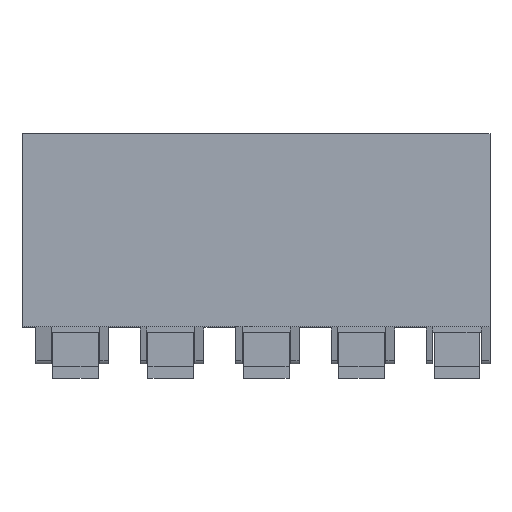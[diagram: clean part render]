
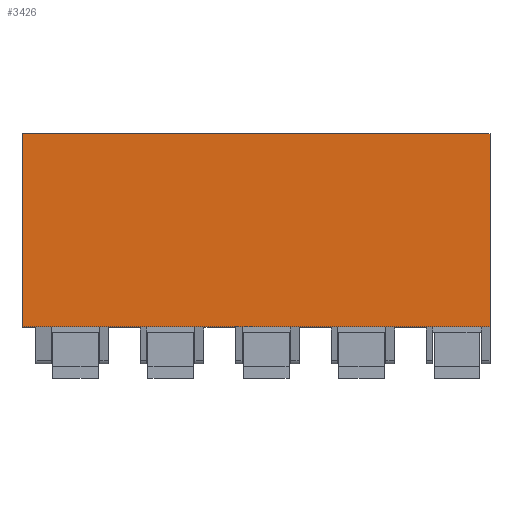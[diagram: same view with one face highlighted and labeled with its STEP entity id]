
A CAD part, top view. The second image highlights one B-rep face of the part: STEP entity #3426.
In plain terms, the highlighted planar face has unit normal (0, 0, 1).
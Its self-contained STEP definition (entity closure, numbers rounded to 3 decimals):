
#3413=AXIS2_PLACEMENT_3D('Plane Axis2P3D',#3410,#3411,#3412) ;
#100=CARTESIAN_POINT('Vertex',(0.,19.243,18.3)) ;
#103=CARTESIAN_POINT('Line Origine',(18.4,19.243,18.3)) ;
#107=CARTESIAN_POINT('Vertex',(36.8,19.243,18.3)) ;
#399=CARTESIAN_POINT('Vertex',(0.,4.043,18.3)) ;
#402=CARTESIAN_POINT('Line Origine',(0.,11.643,18.3)) ;
#2135=CARTESIAN_POINT('Vertex',(36.8,4.043,18.3)) ;
#2138=CARTESIAN_POINT('Line Origine',(18.4,4.043,18.3)) ;
#3410=CARTESIAN_POINT('Axis2P3D Location',(31.8,8.513,18.3)) ;
#3415=CARTESIAN_POINT('Line Origine',(36.8,11.643,18.3)) ;
#104=DIRECTION('Vector Direction',(-1.,0.,0.)) ;
#403=DIRECTION('Vector Direction',(0.,-1.,0.)) ;
#2139=DIRECTION('Vector Direction',(-1.,0.,0.)) ;
#3411=DIRECTION('Axis2P3D Direction',(0.,0.,-1.)) ;
#3412=DIRECTION('Axis2P3D XDirection',(1.,0.,0.)) ;
#3416=DIRECTION('Vector Direction',(0.,-1.,0.)) ;
#105=VECTOR('Line Direction',#104,1.) ;
#404=VECTOR('Line Direction',#403,1.) ;
#2140=VECTOR('Line Direction',#2139,1.) ;
#3417=VECTOR('Line Direction',#3416,1.) ;
#3421=ORIENTED_EDGE('',*,*,#3419,.F.) ;
#3422=ORIENTED_EDGE('',*,*,#109,.T.) ;
#3423=ORIENTED_EDGE('',*,*,#406,.T.) ;
#3424=ORIENTED_EDGE('',*,*,#2142,.F.) ;
#3426=ADVANCED_FACE('Housing LMF.1\\Model',(#3425),#3414,.F.) ;
#109=EDGE_CURVE('',#108,#101,#106,.T.) ;
#406=EDGE_CURVE('',#101,#400,#405,.T.) ;
#2142=EDGE_CURVE('',#2136,#400,#2141,.T.) ;
#3419=EDGE_CURVE('',#108,#2136,#3418,.T.) ;
#3420=EDGE_LOOP('',(#3421,#3422,#3423,#3424)) ;
#3425=FACE_OUTER_BOUND('',#3420,.T.) ;
#106=LINE('Line',#103,#105) ;
#405=LINE('Line',#402,#404) ;
#2141=LINE('Line',#2138,#2140) ;
#3418=LINE('Line',#3415,#3417) ;
#3414=PLANE('',#3413) ;
#101=VERTEX_POINT('',#100) ;
#108=VERTEX_POINT('',#107) ;
#400=VERTEX_POINT('',#399) ;
#2136=VERTEX_POINT('',#2135) ;
